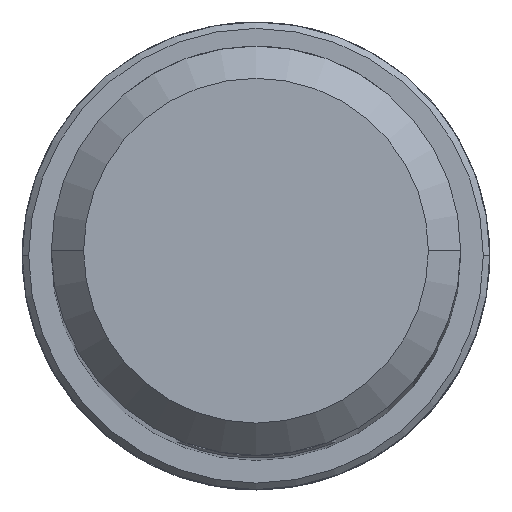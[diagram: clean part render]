
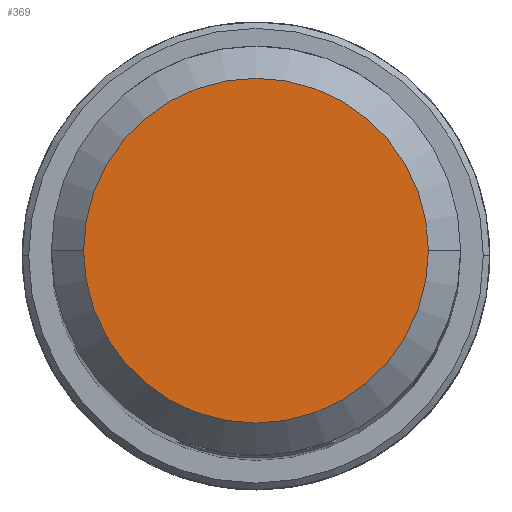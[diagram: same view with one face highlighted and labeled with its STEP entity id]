
A CAD part, top view. The second image highlights one B-rep face of the part: STEP entity #369.
In plain terms, the highlighted planar face has unit normal (0, 0, 1).
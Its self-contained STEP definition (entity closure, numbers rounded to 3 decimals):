
#186=PLANE('',#2802);
#369=ADVANCED_FACE('',(#510),#186,.T.);
#510=FACE_OUTER_BOUND('',#660,.T.);
#660=EDGE_LOOP('',(#1488,#1489));
#782=CIRCLE('',#2800,5.347);
#783=CIRCLE('',#2801,5.347);
#1488=ORIENTED_EDGE('',*,*,#2170,.T.);
#1489=ORIENTED_EDGE('',*,*,#2171,.T.);
#1800=VERTEX_POINT('',#5692);
#1801=VERTEX_POINT('',#5693);
#2170=EDGE_CURVE('',#1800,#1801,#782,.T.);
#2171=EDGE_CURVE('',#1801,#1800,#783,.T.);
#2800=AXIS2_PLACEMENT_3D('',#5691,#3413,#3414);
#2801=AXIS2_PLACEMENT_3D('',#5694,#3415,#3416);
#2802=AXIS2_PLACEMENT_3D('',#5695,#3417,#3418);
#3413=DIRECTION('',(0.,0.,1.));
#3414=DIRECTION('',(1.,0.,0.));
#3415=DIRECTION('',(0.,0.,1.));
#3416=DIRECTION('',(1.,0.,0.));
#3417=DIRECTION('',(0.,0.,1.));
#3418=DIRECTION('',(-1.,0.,0.));
#5691=CARTESIAN_POINT('',(0.,0.,0.));
#5692=CARTESIAN_POINT('',(-5.347,0.,0.));
#5693=CARTESIAN_POINT('',(5.347,0.,0.));
#5694=CARTESIAN_POINT('',(0.,0.,0.));
#5695=CARTESIAN_POINT('',(0.,3.,0.));
